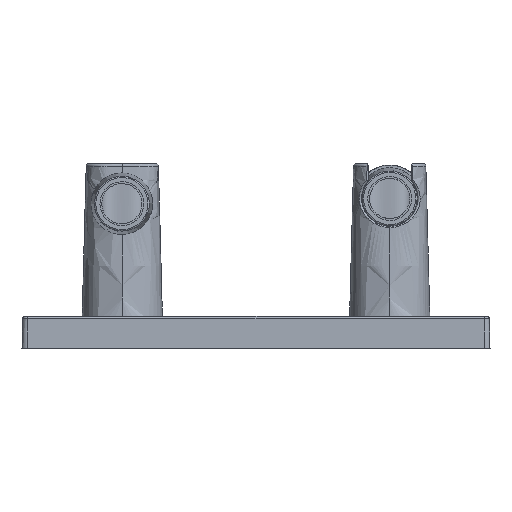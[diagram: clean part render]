
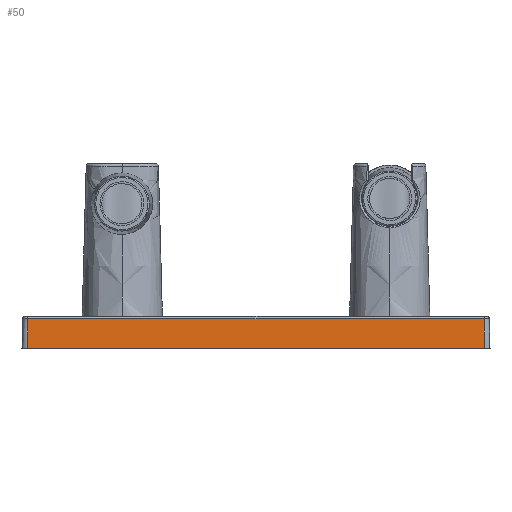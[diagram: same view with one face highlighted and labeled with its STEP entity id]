
A CAD part, front view. The second image highlights one B-rep face of the part: STEP entity #50.
In plain terms, the highlighted planar face has unit normal (0, -1, 0.018).
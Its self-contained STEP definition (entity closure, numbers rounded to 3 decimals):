
#50 = ADVANCED_FACE ( 'NONE', ( #874 ), #3962, .T. ) ;
#84 = VECTOR ( 'NONE', #6885, 1000. ) ;
#451 = VERTEX_POINT ( 'NONE', #2028 ) ;
#739 = EDGE_CURVE ( 'NONE', #451, #5760, #6767, .T. ) ;
#874 = FACE_OUTER_BOUND ( 'NONE', #8579, .T. ) ;
#1020 = VECTOR ( 'NONE', #4134, 1000. ) ;
#1786 = EDGE_CURVE ( 'NONE', #451, #3159, #4338, .T. ) ;
#2028 = CARTESIAN_POINT ( 'NONE',  ( -85.308, -37.308, 11.017 ) ) ;
#2305 = EDGE_CURVE ( 'NONE', #3974, #5760, #8694, .T. ) ;
#3113 = LINE ( 'NONE', #11308, #8154 ) ;
#3159 = VERTEX_POINT ( 'NONE', #8660 ) ;
#3256 = EDGE_CURVE ( 'NONE', #3159, #3974, #3113, .T. ) ;
#3670 = DIRECTION ( 'NONE',  ( -1., 0., 0. ) ) ;
#3817 = CARTESIAN_POINT ( 'NONE',  ( -85.5, -37.5, 0. ) ) ;
#3962 = PLANE ( 'NONE',  #9044 ) ;
#3974 = VERTEX_POINT ( 'NONE', #9300 ) ;
#4134 = DIRECTION ( 'NONE',  ( -0.017, -0.017, -1. ) ) ;
#4338 = LINE ( 'NONE', #10601, #8291 ) ;
#4490 = ORIENTED_EDGE ( 'NONE', *, *, #3256, .F. ) ;
#5027 = ORIENTED_EDGE ( 'NONE', *, *, #739, .T. ) ;
#5407 = DIRECTION ( 'NONE',  ( 1., 0., 0. ) ) ;
#5760 = VERTEX_POINT ( 'NONE', #3817 ) ;
#6767 = LINE ( 'NONE', #7598, #1020 ) ;
#6885 = DIRECTION ( 'NONE',  ( -1., 0., 0. ) ) ;
#6912 = DIRECTION ( 'NONE',  ( 0.017, -0.017, -1. ) ) ;
#7586 = CARTESIAN_POINT ( 'NONE',  ( 0., -37.5, 0. ) ) ;
#7598 = CARTESIAN_POINT ( 'NONE',  ( -85.404, -37.404, 5.509 ) ) ;
#8154 = VECTOR ( 'NONE', #6912, 1000. ) ;
#8291 = VECTOR ( 'NONE', #5407, 1000. ) ;
#8579 = EDGE_LOOP ( 'NONE', ( #5027, #10284, #4490, #10593 ) ) ;
#8660 = CARTESIAN_POINT ( 'NONE',  ( 85.308, -37.308, 11.017 ) ) ;
#8694 = LINE ( 'NONE', #10346, #84 ) ;
#9044 = AXIS2_PLACEMENT_3D ( 'NONE', #7586, #9413, #3670 ) ;
#9300 = CARTESIAN_POINT ( 'NONE',  ( 85.5, -37.5, 0. ) ) ;
#9413 = DIRECTION ( 'NONE',  ( 0., -1., 0.017 ) ) ;
#10284 = ORIENTED_EDGE ( 'NONE', *, *, #2305, .F. ) ;
#10346 = CARTESIAN_POINT ( 'NONE',  ( 0., -37.5, 0. ) ) ;
#10593 = ORIENTED_EDGE ( 'NONE', *, *, #1786, .F. ) ;
#10601 = CARTESIAN_POINT ( 'NONE',  ( 0., -37.308, 11.017 ) ) ;
#11308 = CARTESIAN_POINT ( 'NONE',  ( 85.396, -37.395, 6. ) ) ;
